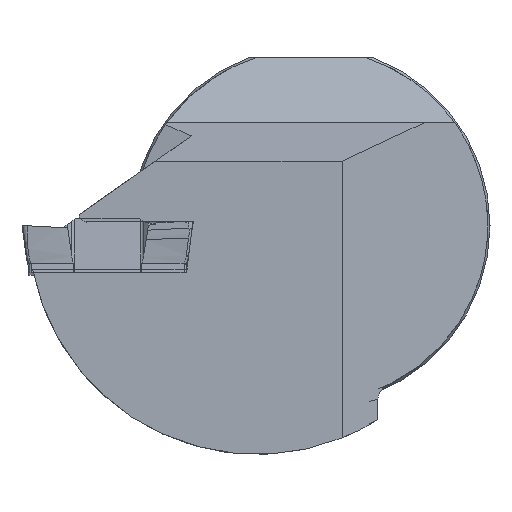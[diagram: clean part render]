
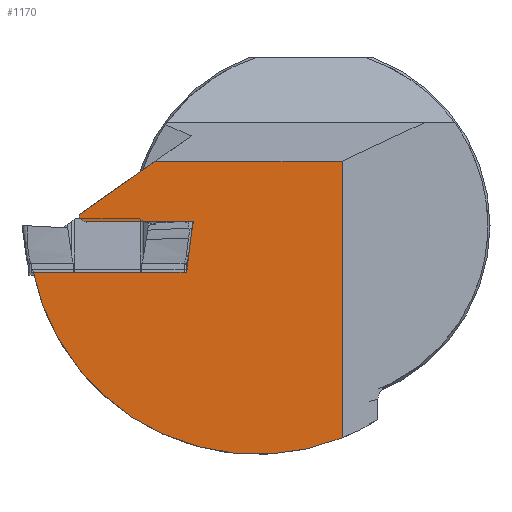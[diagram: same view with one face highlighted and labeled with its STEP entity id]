
A CAD part, left-side view. The second image highlights one B-rep face of the part: STEP entity #1170.
In plain terms, the highlighted planar face has unit normal (-1, 0, 0).
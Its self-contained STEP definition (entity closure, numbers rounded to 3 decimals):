
#44=ELLIPSE('',#3471,0.804,0.8);
#58=CIRCLE('',#3470,25.5);
#1051=PLANE('',#3472);
#1170=ADVANCED_FACE('',(#1342),#1051,.T.);
#1342=FACE_OUTER_BOUND('',#1467,.T.);
#1467=EDGE_LOOP('',(#2361,#2362,#2363,#2364,#2365,#2366,#2367,#2368));
#1545=LINE('',#17919,#1648);
#1546=LINE('',#17922,#1649);
#1547=LINE('',#17926,#1650);
#1548=LINE('',#17928,#1651);
#1549=LINE('',#17930,#1652);
#1550=LINE('',#17934,#1653);
#1648=VECTOR('',#3648,1.);
#1649=VECTOR('',#3649,1.);
#1650=VECTOR('',#3652,1.);
#1651=VECTOR('',#3653,1.);
#1652=VECTOR('',#3654,1.);
#1653=VECTOR('',#3657,1.);
#2361=ORIENTED_EDGE('',*,*,#3103,.T.);
#2362=ORIENTED_EDGE('',*,*,#3104,.T.);
#2363=ORIENTED_EDGE('',*,*,#3105,.T.);
#2364=ORIENTED_EDGE('',*,*,#3106,.F.);
#2365=ORIENTED_EDGE('',*,*,#3107,.T.);
#2366=ORIENTED_EDGE('',*,*,#3108,.F.);
#2367=ORIENTED_EDGE('',*,*,#3109,.T.);
#2368=ORIENTED_EDGE('',*,*,#3110,.T.);
#2725=VERTEX_POINT('',#17920);
#2726=VERTEX_POINT('',#17921);
#2727=VERTEX_POINT('',#17923);
#2728=VERTEX_POINT('',#17925);
#2729=VERTEX_POINT('',#17927);
#2730=VERTEX_POINT('',#17929);
#2731=VERTEX_POINT('',#17931);
#2732=VERTEX_POINT('',#17933);
#3103=EDGE_CURVE('',#2725,#2726,#1545,.T.);
#3104=EDGE_CURVE('',#2726,#2727,#1546,.T.);
#3105=EDGE_CURVE('',#2727,#2728,#58,.T.);
#3106=EDGE_CURVE('',#2729,#2728,#1547,.T.);
#3107=EDGE_CURVE('',#2729,#2730,#1548,.T.);
#3108=EDGE_CURVE('',#2731,#2730,#1549,.T.);
#3109=EDGE_CURVE('',#2731,#2732,#44,.T.);
#3110=EDGE_CURVE('',#2732,#2725,#1550,.T.);
#3470=AXIS2_PLACEMENT_3D('',#17924,#3650,#3651);
#3471=AXIS2_PLACEMENT_3D('',#17932,#3655,#3656);
#3472=AXIS2_PLACEMENT_3D('',#17935,#3658,#3659);
#3648=DIRECTION('',(0.,0.121,-0.993));
#3649=DIRECTION('',(0.,1.,0.));
#3650=DIRECTION('',(-1.,0.,0.));
#3651=DIRECTION('',(0.,0.,1.));
#3652=DIRECTION('',(0.,0.,-1.));
#3653=DIRECTION('',(0.,1.,0.));
#3654=DIRECTION('',(0.,-0.819,0.574));
#3655=DIRECTION('',(-1.,0.,0.));
#3656=DIRECTION('',(0.,0.,-1.));
#3657=DIRECTION('',(0.,-1.,0.));
#3658=DIRECTION('',(-1.,0.,0.));
#3659=DIRECTION('',(0.,0.,1.));
#17919=CARTESIAN_POINT('',(0.5,12.558,5.441));
#17920=CARTESIAN_POINT('',(0.5,13.16,0.509));
#17921=CARTESIAN_POINT('',(0.5,13.811,-4.821));
#17922=CARTESIAN_POINT('',(0.5,-32.,-4.821));
#17923=CARTESIAN_POINT('',(0.5,31.04,-4.821));
#17924=CARTESIAN_POINT('',(0.5,6.,0.));
#17925=CARTESIAN_POINT('',(0.5,-3.5,-23.664));
#17926=CARTESIAN_POINT('',(0.5,-3.5,0.));
#17927=CARTESIAN_POINT('',(0.5,-3.5,7.233));
#17928=CARTESIAN_POINT('',(0.5,-32.,7.233));
#17929=CARTESIAN_POINT('',(0.5,17.309,7.233));
#17930=CARTESIAN_POINT('',(0.5,-12.38,28.021));
#17931=CARTESIAN_POINT('',(0.5,25.849,1.253));
#17932=CARTESIAN_POINT('',(0.5,25.051,1.313));
#17933=CARTESIAN_POINT('',(0.5,25.051,0.509));
#17934=CARTESIAN_POINT('',(0.5,-32.,0.509));
#17935=CARTESIAN_POINT('',(0.5,-32.,0.));
